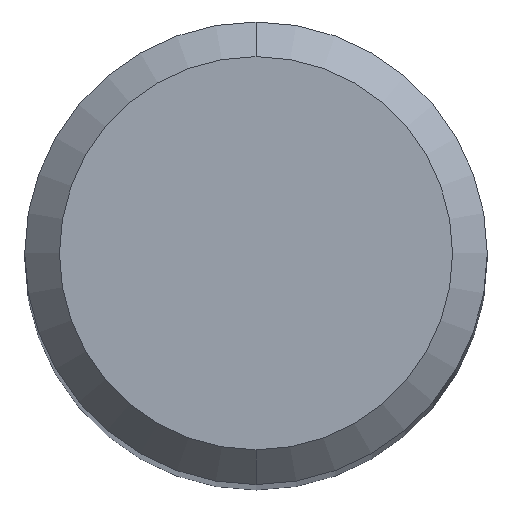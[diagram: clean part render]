
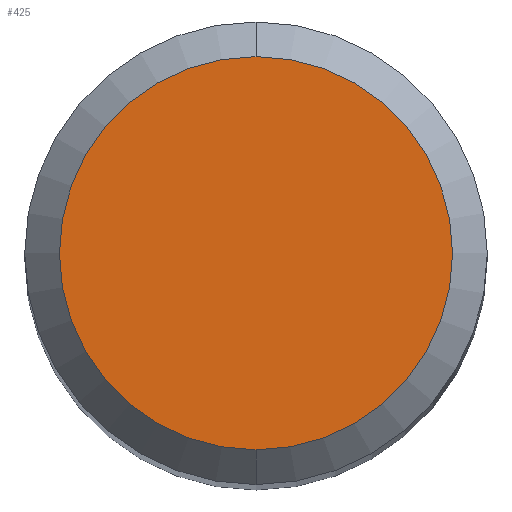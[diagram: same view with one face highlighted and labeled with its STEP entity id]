
A CAD part, top view. The second image highlights one B-rep face of the part: STEP entity #425.
In plain terms, the highlighted planar face has unit normal (0, 0, 1).
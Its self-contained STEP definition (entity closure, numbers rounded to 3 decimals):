
#253=EDGE_CURVE('',#365,#275,#571,.T.);
#275=VERTEX_POINT('',#595);
#365=VERTEX_POINT('',#691);
#373=EDGE_CURVE('',#275,#365,#699,.T.);
#425=ADVANCED_FACE('',(#757),#758,.T.);
#571=CIRCLE('',#945,1.7);
#595=CARTESIAN_POINT('',(0.0,1.7,0.0));
#691=CARTESIAN_POINT('',(0.,-1.7,0.0));
#699=CIRCLE('',#1175,1.7);
#757=FACE_OUTER_BOUND('',#1330,.T.);
#758=PLANE('',#1331);
#945=AXIS2_PLACEMENT_3D('',#1546,#1547,#1548);
#1175=AXIS2_PLACEMENT_3D('',#1671,#1672,#1673);
#1330=EDGE_LOOP('',(#1752,#1753));
#1331=AXIS2_PLACEMENT_3D('',#1754,#1755,#1756);
#1546=CARTESIAN_POINT('',(0.0,0.0,0.0));
#1547=DIRECTION('',(0.0,0.0,-1.0));
#1548=DIRECTION('',(0.0,1.0,0.0));
#1671=CARTESIAN_POINT('',(0.0,0.0,0.0));
#1672=DIRECTION('',(0.0,0.0,-1.0));
#1673=DIRECTION('',(0.0,1.0,0.0));
#1752=ORIENTED_EDGE('',*,*,#373,.F.);
#1753=ORIENTED_EDGE('',*,*,#253,.F.);
#1754=CARTESIAN_POINT('',(0.0,0.85,0.0));
#1755=DIRECTION('',(-0.0,0.0,1.0));
#1756=DIRECTION('',(0.0,-1.0,0.0));
